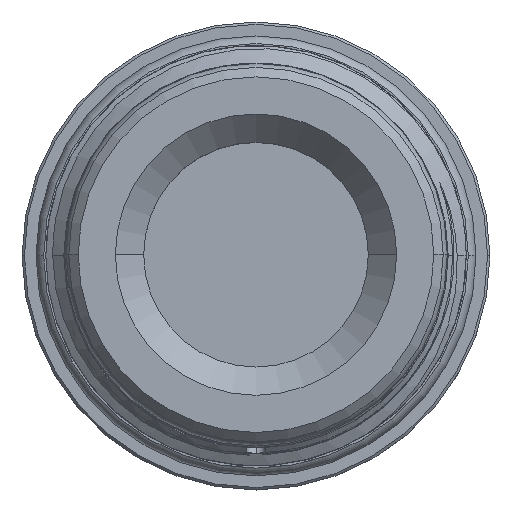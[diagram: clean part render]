
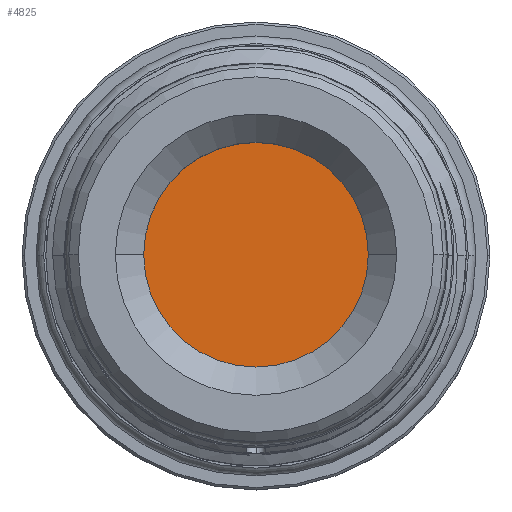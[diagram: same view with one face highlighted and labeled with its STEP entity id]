
A CAD part, top view. The second image highlights one B-rep face of the part: STEP entity #4825.
In plain terms, the highlighted planar face has unit normal (0, 0, 1).
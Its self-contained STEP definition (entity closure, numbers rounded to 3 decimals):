
#834 = DIRECTION ( 'NONE',  ( 1., 0., 0. ) ) ;
#929 = CARTESIAN_POINT ( 'NONE',  ( 0., 0., 94.261 ) ) ;
#946 = CIRCLE ( 'NONE', #11860, 9.525 ) ;
#1609 = ORIENTED_EDGE ( 'NONE', *, *, #4261, .T. ) ;
#2233 = VERTEX_POINT ( 'NONE', #16484 ) ;
#3990 = CIRCLE ( 'NONE', #5128, 9.525 ) ;
#4261 = EDGE_CURVE ( 'NONE', #15379, #2233, #3990, .T. ) ;
#4825 = ADVANCED_FACE ( 'NONE', ( #10777 ), #14865, .T. ) ;
#4951 = EDGE_CURVE ( 'NONE', #2233, #15379, #946, .T. ) ;
#5128 = AXIS2_PLACEMENT_3D ( 'NONE', #11052, #16335, #834 ) ;
#7273 = DIRECTION ( 'NONE',  ( 0., 0., 1. ) ) ;
#7516 = CARTESIAN_POINT ( 'NONE',  ( 9.525, 0., 94.261 ) ) ;
#8678 = DIRECTION ( 'NONE',  ( 1., 0., 0. ) ) ;
#10777 = FACE_OUTER_BOUND ( 'NONE', #13673, .T. ) ;
#10977 = DIRECTION ( 'NONE',  ( 0., 0., 1. ) ) ;
#11052 = CARTESIAN_POINT ( 'NONE',  ( 0., 0., 94.261 ) ) ;
#11860 = AXIS2_PLACEMENT_3D ( 'NONE', #929, #7273, #8678 ) ;
#12026 = CARTESIAN_POINT ( 'NONE',  ( 0., 0., 94.261 ) ) ;
#12204 = DIRECTION ( 'NONE',  ( 1., 0., 0. ) ) ;
#13673 = EDGE_LOOP ( 'NONE', ( #1609, #15937 ) ) ;
#14865 = PLANE ( 'NONE',  #15426 ) ;
#15379 = VERTEX_POINT ( 'NONE', #7516 ) ;
#15426 = AXIS2_PLACEMENT_3D ( 'NONE', #12026, #10977, #12204 ) ;
#15937 = ORIENTED_EDGE ( 'NONE', *, *, #4951, .T. ) ;
#16335 = DIRECTION ( 'NONE',  ( 0., 0., 1. ) ) ;
#16484 = CARTESIAN_POINT ( 'NONE',  ( -9.525, 0., 94.261 ) ) ;
